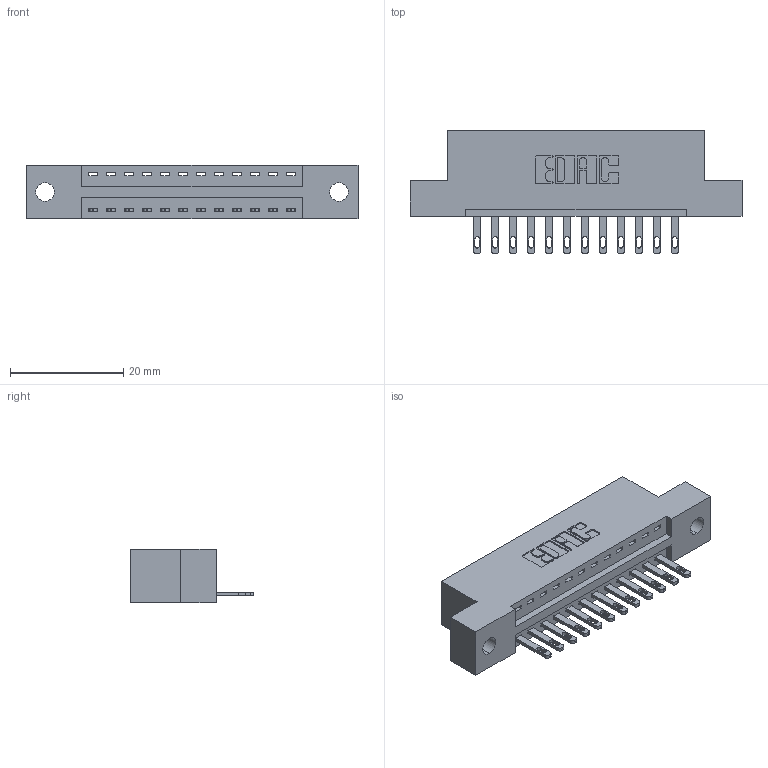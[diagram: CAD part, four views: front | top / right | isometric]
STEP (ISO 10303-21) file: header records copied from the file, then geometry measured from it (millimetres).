
FILE_DESCRIPTION (( 'STEP AP203' ), '1' );
FILE_NAME ('896-012-500-102.STEP', '2021-07-27T14:41:10', ( '' ), ( '' ), 'SwSTEP 2.0', 'SolidWorks 2020', '' );
FILE_SCHEMA (( 'CONFIG_CONTROL_DESIGN' ));
Length unit declared in the file: inch
Products named in the file (3): 896-012-500-102; 345-292-001_345-293-100; 846 Part_Flush Mounting Lugs - 0.128 Dia
Assembly tree (13 placements, depth 2):
  896-012-500-102
    846 Part_Flush Mounting Lugs - 0.128 Dia
    345-292-001_345-293-100  x12
Bounding box: 58.67 x 21.84 x 9.4 mm (x, y, z)
Volume: 5380.4 mm3; surface area: 6157.8 mm2
Topology: 13 solids, 13 shells, 770 faces, 2345 edges, 1562 vertices
Faces by surface type: plane 484, cylinder 286
Entity records: 11419 total; most frequent: CARTESIAN_POINT 1972, ORIENTED_EDGE 1918, DIRECTION 1779, EDGE_CURVE 959, LINE 775, VECTOR 775, VERTEX_POINT 638, AXIS2_PLACEMENT_3D 502
